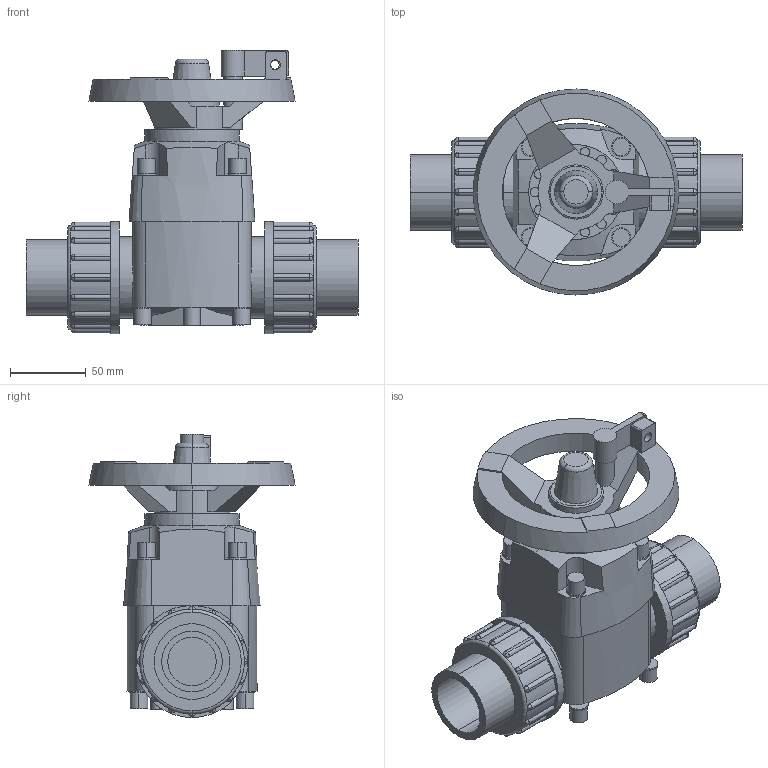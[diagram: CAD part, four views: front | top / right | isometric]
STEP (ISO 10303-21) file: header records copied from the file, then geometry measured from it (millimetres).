
FILE_DESCRIPTION(('STEP AP214'),'1');
FILE_NAME('cctmp_DF75EF7F-9855-4647-A1B1-A2A0BEAF83C6_2021_10_26_11_15_11_0988..stp','2021-10-26T09:15:12',('Praher Valves GmbH'),('CADClick - www.CADClick.com'),'Spatial InterOp 3D',' ','unknown authorization');
FILE_SCHEMA(('AUTOMOTIVE_DESIGN'));
Length unit declared in the file: millimetre
Products named in the file (1): 125077
Bounding box: 219 x 136 x 186.83 mm (x, y, z)
Volume: 1157935.3 mm3; surface area: 158404.2 mm2
Topology: 1 solids, 4 shells, 446 faces, 1129 edges, 722 vertices
Faces by surface type: cylinder 214, plane 148, sphere 64, cone 12, torus 8
Entity records: 18389 total; most frequent: CARTESIAN_POINT 3684, DIRECTION 2545, ORIENTED_EDGE 2258, EDGE_CURVE 1129, AXIS2_PLACEMENT_3D 1069, VERTEX_POINT 722, CIRCLE 610, EDGE_LOOP 487
